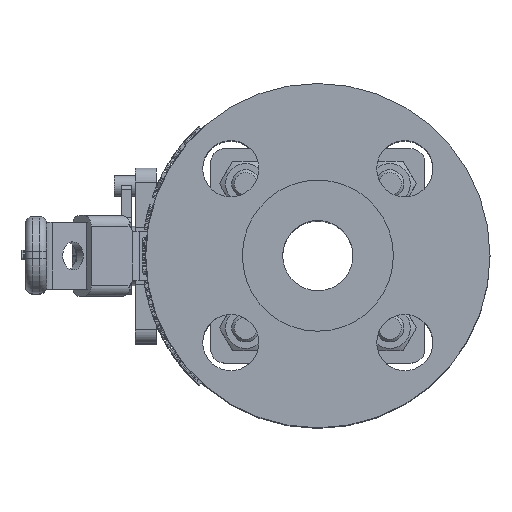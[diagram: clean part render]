
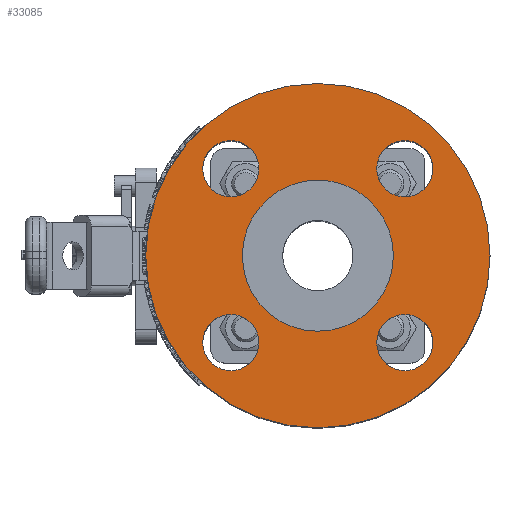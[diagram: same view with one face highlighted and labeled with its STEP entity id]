
A CAD part, top view. The second image highlights one B-rep face of the part: STEP entity #33085.
In plain terms, the highlighted planar face has unit normal (0, 0, 1).
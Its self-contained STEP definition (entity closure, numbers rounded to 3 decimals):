
#7807=PLANE('',#34642);
#8344=FACE_BOUND('',#11523,.T.);
#8345=FACE_BOUND('',#11524,.T.);
#8346=FACE_BOUND('',#11525,.T.);
#8347=FACE_BOUND('',#11526,.T.);
#8348=FACE_BOUND('',#11527,.T.);
#9624=FACE_OUTER_BOUND('',#11522,.T.);
#11522=EDGE_LOOP('',(#26973));
#11523=EDGE_LOOP('',(#26974));
#11524=EDGE_LOOP('',(#26975));
#11525=EDGE_LOOP('',(#26976));
#11526=EDGE_LOOP('',(#26977));
#11527=EDGE_LOOP('',(#26978));
#12563=CIRCLE('',#34614,49.);
#12566=CIRCLE('',#34631,8.);
#12568=CIRCLE('',#34634,8.);
#12570=CIRCLE('',#34637,8.);
#12572=CIRCLE('',#34640,8.);
#12574=CIRCLE('',#34643,21.5);
#14951=VERTEX_POINT('',#60915);
#14954=VERTEX_POINT('',#60935);
#14956=VERTEX_POINT('',#60940);
#14958=VERTEX_POINT('',#60945);
#14960=VERTEX_POINT('',#60950);
#14962=VERTEX_POINT('',#60955);
#19148=EDGE_CURVE('',#14951,#14951,#12563,.T.);
#19151=EDGE_CURVE('',#14954,#14954,#12566,.T.);
#19153=EDGE_CURVE('',#14956,#14956,#12568,.T.);
#19155=EDGE_CURVE('',#14958,#14958,#12570,.T.);
#19157=EDGE_CURVE('',#14960,#14960,#12572,.T.);
#19159=EDGE_CURVE('',#14962,#14962,#12574,.T.);
#26973=ORIENTED_EDGE('',*,*,#19148,.F.);
#26974=ORIENTED_EDGE('',*,*,#19151,.T.);
#26975=ORIENTED_EDGE('',*,*,#19153,.T.);
#26976=ORIENTED_EDGE('',*,*,#19155,.T.);
#26977=ORIENTED_EDGE('',*,*,#19157,.T.);
#26978=ORIENTED_EDGE('',*,*,#19159,.F.);
#33085=ADVANCED_FACE('',(#9624,#8344,#8345,#8346,#8347,#8348),#7807,.T.);
#34614=AXIS2_PLACEMENT_3D('',#60916,#38695,#38696);
#34631=AXIS2_PLACEMENT_3D('',#60936,#38729,#38730);
#34634=AXIS2_PLACEMENT_3D('',#60941,#38735,#38736);
#34637=AXIS2_PLACEMENT_3D('',#60946,#38741,#38742);
#34640=AXIS2_PLACEMENT_3D('',#60951,#38747,#38748);
#34642=AXIS2_PLACEMENT_3D('',#60954,#38751,#38752);
#34643=AXIS2_PLACEMENT_3D('',#60956,#38753,#38754);
#38695=DIRECTION('center_axis',(0.,0.,-1.));
#38696=DIRECTION('ref_axis',(-1.,0.,0.));
#38729=DIRECTION('center_axis',(0.,0.,-1.));
#38730=DIRECTION('ref_axis',(0.,-1.,0.));
#38735=DIRECTION('center_axis',(0.,0.,-1.));
#38736=DIRECTION('ref_axis',(-1.,0.,0.));
#38741=DIRECTION('center_axis',(0.,0.,-1.));
#38742=DIRECTION('ref_axis',(0.,1.,0.));
#38747=DIRECTION('center_axis',(0.,0.,-1.));
#38748=DIRECTION('ref_axis',(1.,0.,0.));
#38751=DIRECTION('center_axis',(0.,0.,1.));
#38752=DIRECTION('ref_axis',(1.,0.,0.));
#38753=DIRECTION('center_axis',(0.,0.,1.));
#38754=DIRECTION('ref_axis',(-1.,0.,0.));
#60915=CARTESIAN_POINT('',(49.,0.,115.4));
#60916=CARTESIAN_POINT('Origin',(0.,0.,115.4));
#60935=CARTESIAN_POINT('',(24.749,-16.749,115.4));
#60936=CARTESIAN_POINT('Origin',(24.749,-24.749,115.4));
#60940=CARTESIAN_POINT('',(-16.749,-24.749,115.4));
#60941=CARTESIAN_POINT('Origin',(-24.749,-24.749,115.4));
#60945=CARTESIAN_POINT('',(-24.749,16.749,115.4));
#60946=CARTESIAN_POINT('Origin',(-24.749,24.749,115.4));
#60950=CARTESIAN_POINT('',(16.749,24.749,115.4));
#60951=CARTESIAN_POINT('Origin',(24.749,24.749,115.4));
#60954=CARTESIAN_POINT('Origin',(0.,0.,115.4));
#60955=CARTESIAN_POINT('',(21.5,0.,115.4));
#60956=CARTESIAN_POINT('Origin',(0.,0.,115.4));
